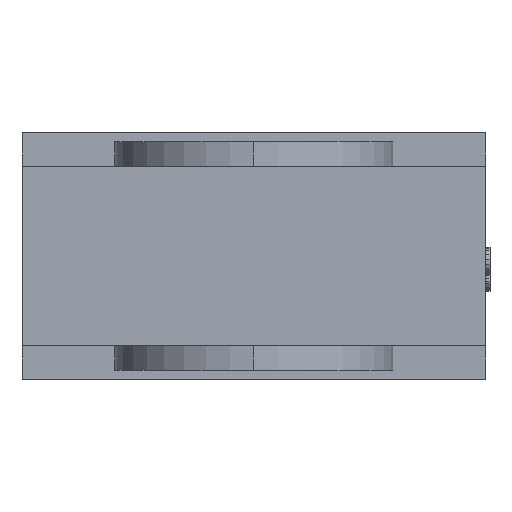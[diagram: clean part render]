
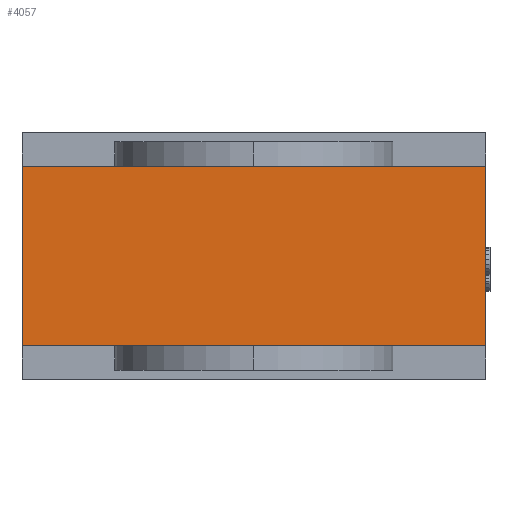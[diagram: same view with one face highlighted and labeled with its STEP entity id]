
A CAD part, front view. The second image highlights one B-rep face of the part: STEP entity #4057.
In plain terms, the highlighted planar face has unit normal (0, -1, 0).
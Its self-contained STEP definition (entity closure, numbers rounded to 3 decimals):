
#164=DIRECTION('',(0.,0.,-1.));
#165=VECTOR('',#164,29.);
#166=CARTESIAN_POINT('',(37.5,-36.,14.5));
#167=LINE('',#166,#165);
#826=DIRECTION('',(1.,0.,0.));
#827=VECTOR('',#826,75.);
#828=CARTESIAN_POINT('',(-37.5,-36.,14.5));
#829=LINE('',#828,#827);
#834=DIRECTION('',(1.,0.,0.));
#835=VECTOR('',#834,75.);
#836=CARTESIAN_POINT('',(-37.5,-36.,-14.5));
#837=LINE('',#836,#835);
#848=DIRECTION('',(0.,0.,1.));
#849=VECTOR('',#848,29.);
#850=CARTESIAN_POINT('',(-37.5,-36.,-14.5));
#851=LINE('',#850,#849);
#2627=CARTESIAN_POINT('',(37.5,-36.,14.5));
#2629=VERTEX_POINT('',#2627);
#2631=CARTESIAN_POINT('',(-37.5,-36.,14.5));
#2632=VERTEX_POINT('',#2631);
#2743=CARTESIAN_POINT('',(37.5,-36.,-14.5));
#2745=VERTEX_POINT('',#2743);
#3083=CARTESIAN_POINT('',(-37.5,-36.,-14.5));
#3084=VERTEX_POINT('',#3083);
#4045=CARTESIAN_POINT('',(0.,-36.,0.));
#4046=DIRECTION('',(0.,1.,0.));
#4047=DIRECTION('',(1.,0.,0.));
#4048=AXIS2_PLACEMENT_3D('',#4045,#4046,#4047);
#4049=PLANE('',#4048);
#4050=ORIENTED_EDGE('',*,*,#3502,.F.);
#4052=ORIENTED_EDGE('',*,*,#4051,.T.);
#4053=ORIENTED_EDGE('',*,*,#4032,.T.);
#4054=ORIENTED_EDGE('',*,*,#3634,.T.);
#4055=EDGE_LOOP('',(#4050,#4052,#4053,#4054));
#4056=FACE_OUTER_BOUND('',#4055,.F.);
#4057=ADVANCED_FACE('',(#4056),#4049,.F.);
#3502=EDGE_CURVE('',#3084,#2745,#837,.T.);
#3634=EDGE_CURVE('',#2629,#2745,#167,.T.);
#4032=EDGE_CURVE('',#2632,#2629,#829,.T.);
#4051=EDGE_CURVE('',#3084,#2632,#851,.T.);
